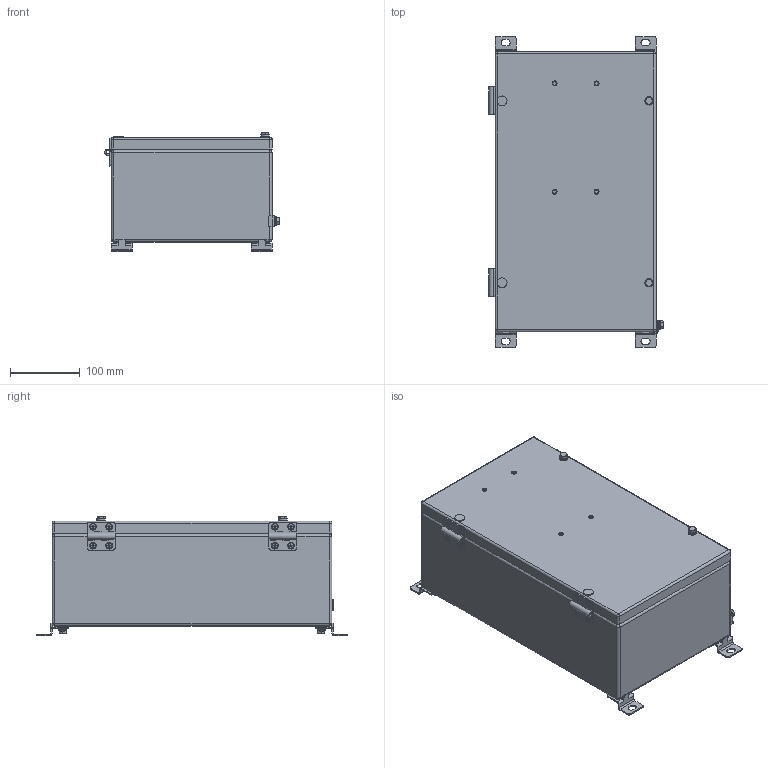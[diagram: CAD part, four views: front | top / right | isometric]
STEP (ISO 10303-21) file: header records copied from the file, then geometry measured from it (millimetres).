
FILE_DESCRIPTION((''),'2;1');
FILE_NAME('КСРВ-Н402315.stp','2019-06-10T16:35:08',('L.A.Ronzhin'),(''),'Autodesk Inventor 2012','Autodesk Inventor 2012','');
FILE_SCHEMA(('AUTOMOTIVE_DESIGN { 1 0 10303 214 1 1 1 1 }'));
Length unit declared in the file: millimetre
Products named in the file (1): КСРВ-Н402315
Bounding box: 249.19 x 444 x 171.2 mm (x, y, z)
Volume: 13774752.6 mm3; surface area: 440175.6 mm2
Topology: 1 solids, 1 shells, 754 faces, 1986 edges, 1258 vertices
Faces by surface type: plane 395, cylinder 194, cone 121, torus 32, sphere 12
Full cylindrical faces by diameter (mm): 5 x8, 5.459 x5, 6 x5, 6.4 x7, 6.5 x3, 6.9 x4, 7 x2, 7.5 x5, 8.4 x8, 8.7 x5, 9 x2, 12 x12, 12.7 x4, 14 x2, 15 x1
Entity records: 23612 total; most frequent: CARTESIAN_POINT 4861, DIRECTION 3773, ORIENTED_EDGE 3684, EDGE_CURVE 1842, AXIS2_PLACEMENT_3D 1426, VERTEX_POINT 1215, EDGE_LOOP 953, VECTOR 921
